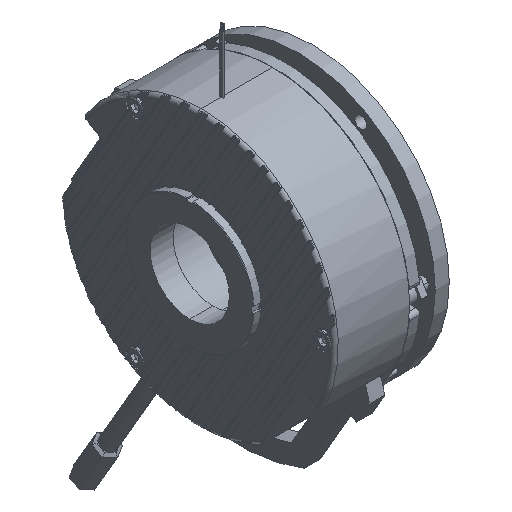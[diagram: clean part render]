
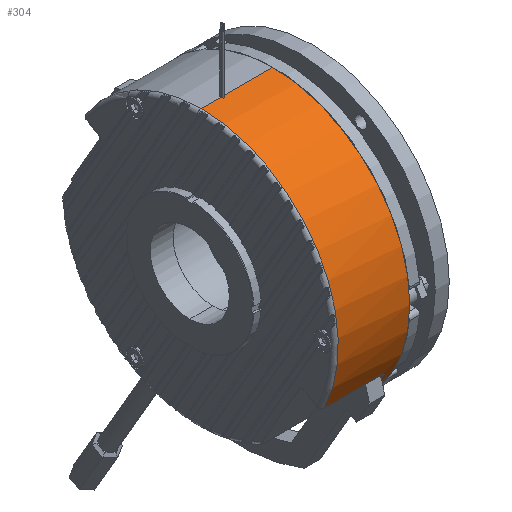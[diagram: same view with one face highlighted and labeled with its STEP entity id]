
A CAD part, isometric view. The second image highlights one B-rep face of the part: STEP entity #304.
In plain terms, the highlighted cylindrical face has radius 107.5 mm (diameter 215 mm), a partial arc.
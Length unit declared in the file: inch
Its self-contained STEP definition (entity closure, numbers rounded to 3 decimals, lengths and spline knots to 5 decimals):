
#304 = ADVANCED_FACE ( 'NONE', ( #37015 ), #34053, .T. ) ;
#497 = ORIENTED_EDGE ( 'NONE', *, *, #21833, .T. ) ;
#1811 = CARTESIAN_POINT ( 'NONE',  ( 1.38961, -2.00404, -3.72774 ) ) ;
#2006 = CARTESIAN_POINT ( 'NONE',  ( 1.35654, -1.91563, -3.77394 ) ) ;
#2392 = DIRECTION ( 'NONE',  ( 0., 0., -1. ) ) ;
#2706 = VERTEX_POINT ( 'NONE', #29314 ) ;
#3697 = CARTESIAN_POINT ( 'NONE',  ( 1.37759, -3.78051, -1.90262 ) ) ;
#3897 = CARTESIAN_POINT ( 'NONE',  ( 1.33055, -3.79093, -1.88178 ) ) ;
#4103 = CARTESIAN_POINT ( 'NONE',  ( 1.3751, -3.78189, -1.89988 ) ) ;
#4232 = CARTESIAN_POINT ( 'NONE',  ( 1.33055, -1.90606, -3.77878 ) ) ;
#4257 = CIRCLE ( 'NONE', #35060, 4.23228 ) ;
#4530 = DIRECTION ( 'NONE',  ( -1., 0., 0. ) ) ;
#4617 = VECTOR ( 'NONE', #35135, 39.37008 ) ;
#4704 = AXIS2_PLACEMENT_3D ( 'NONE', #27989, #40778, #2392 ) ;
#4768 = CARTESIAN_POINT ( 'NONE',  ( 1.36427, -1.92307, -3.77015 ) ) ;
#4962 = CARTESIAN_POINT ( 'NONE',  ( 1.37581, -1.94053, -3.7612 ) ) ;
#6862 = B_SPLINE_CURVE_WITH_KNOTS ( 'NONE', 3,
 ( #3897, #23420, #32849, #35792, #38538, #4103, #3697, #29918, #7447, #7030, #17119, #12942, #29710, #25740 ),
 .UNSPECIFIED., .F., .F.,
 ( 4, 2, 2, 2, 2, 2, 4 ),
 ( 0., 0.00059, 0.00118, 0.00148, 0.00178, 0.00207, 0.00237 ),
 .UNSPECIFIED. ) ;
#7030 = CARTESIAN_POINT ( 'NONE',  ( 1.38661, -3.77282, -1.91783 ) ) ;
#7385 = DIRECTION ( 'NONE',  ( -1., 0., 0. ) ) ;
#7447 = CARTESIAN_POINT ( 'NONE',  ( 1.38366, -3.77607, -1.91142 ) ) ;
#8099 = CARTESIAN_POINT ( 'NONE',  ( 1.38181, -1.95475, -3.75383 ) ) ;
#8218 = CARTESIAN_POINT ( 'NONE',  ( -0.48425, 0., 0. ) ) ;
#8298 = CARTESIAN_POINT ( 'NONE',  ( 1.33634, -1.90606, -3.77878 ) ) ;
#8543 = CARTESIAN_POINT ( 'NONE',  ( 1.72047, 0., 0. ) ) ;
#8842 = VERTEX_POINT ( 'NONE', #37116 ) ;
#9260 = EDGE_LOOP ( 'NONE', ( #28915, #38800, #26595, #33490, #27466, #497, #14210, #38372, #37887, #36267 ) ) ;
#10858 = CARTESIAN_POINT ( 'NONE',  ( 1.33055, -1.90606, -3.77878 ) ) ;
#11011 = CARTESIAN_POINT ( 'NONE',  ( 0., 0., 0. ) ) ;
#11474 = CARTESIAN_POINT ( 'NONE',  ( 1.35206, -1.9123, -3.77562 ) ) ;
#12698 = VERTEX_POINT ( 'NONE', #35098 ) ;
#12887 = EDGE_CURVE ( 'NONE', #14244, #2706, #32382, .T. ) ;
#12942 = CARTESIAN_POINT ( 'NONE',  ( 1.38923, -3.76767, -1.92792 ) ) ;
#14210 = ORIENTED_EDGE ( 'NONE', *, *, #21236, .T. ) ;
#14244 = VERTEX_POINT ( 'NONE', #28984 ) ;
#14668 = CARTESIAN_POINT ( 'NONE',  ( 1.38961, -3.76413, -1.93482 ) ) ;
#14818 = AXIS2_PLACEMENT_3D ( 'NONE', #33266, #4530, #37451 ) ;
#15371 = CARTESIAN_POINT ( 'NONE',  ( 1.38961, -2.00404, -3.72774 ) ) ;
#15631 = CARTESIAN_POINT ( 'NONE',  ( 0., -3.79093, -1.88178 ) ) ;
#15980 = CARTESIAN_POINT ( 'NONE',  ( 0., -1.90606, -3.77878 ) ) ;
#16322 = VERTEX_POINT ( 'NONE', #14668 ) ;
#17084 = CIRCLE ( 'NONE', #39194, 4.23228 ) ;
#17119 = CARTESIAN_POINT ( 'NONE',  ( 1.38774, -3.77112, -1.92118 ) ) ;
#17415 = AXIS2_PLACEMENT_3D ( 'NONE', #11011, #40358, #21453 ) ;
#17771 = CARTESIAN_POINT ( 'NONE',  ( 1.34197, -1.9075, -3.77805 ) ) ;
#18383 = VECTOR ( 'NONE', #7385, 39.37008 ) ;
#18994 = LINE ( 'NONE', #15631, #4617 ) ;
#19186 = EDGE_CURVE ( 'NONE', #28941, #8842, #22800, .T. ) ;
#19662 = EDGE_CURVE ( 'NONE', #26531, #12698, #18994, .T. ) ;
#19989 = CARTESIAN_POINT ( 'NONE',  ( 0., 0., 4.23228 ) ) ;
#20461 = CARTESIAN_POINT ( 'NONE',  ( -0.48425, -1.90606, -3.77878 ) ) ;
#20707 = CARTESIAN_POINT ( 'NONE',  ( 1.37338, -1.93598, -3.76354 ) ) ;
#20914 = CARTESIAN_POINT ( 'NONE',  ( 1.38593, -1.96933, -3.7462 ) ) ;
#21236 = EDGE_CURVE ( 'NONE', #16322, #29385, #22774, .T. ) ;
#21453 = DIRECTION ( 'NONE',  ( 0., 0., 1. ) ) ;
#21514 = CIRCLE ( 'NONE', #14818, 4.23228 ) ;
#21833 = EDGE_CURVE ( 'NONE', #12698, #16322, #6862, .T. ) ;
#21924 = EDGE_CURVE ( 'NONE', #8842, #27036, #21514, .T. ) ;
#22774 = CIRCLE ( 'NONE', #4704, 4.23228 ) ;
#22800 = LINE ( 'NONE', #34812, #33396 ) ;
#23420 = CARTESIAN_POINT ( 'NONE',  ( 1.33837, -3.79093, -1.88178 ) ) ;
#25740 = CARTESIAN_POINT ( 'NONE',  ( 1.38961, -3.76413, -1.93482 ) ) ;
#25849 = LINE ( 'NONE', #15980, #38779 ) ;
#26531 = VERTEX_POINT ( 'NONE', #33722 ) ;
#26595 = ORIENTED_EDGE ( 'NONE', *, *, #12887, .T. ) ;
#27036 = VERTEX_POINT ( 'NONE', #20461 ) ;
#27211 = CARTESIAN_POINT ( 'NONE',  ( 1.38961, -1.994, -3.73314 ) ) ;
#27419 = CARTESIAN_POINT ( 'NONE',  ( 1.38475, -1.96445, -3.74876 ) ) ;
#27466 = ORIENTED_EDGE ( 'NONE', *, *, #19662, .T. ) ;
#27728 = EDGE_CURVE ( 'NONE', #28941, #14244, #4257, .T. ) ;
#27911 = DIRECTION ( 'NONE',  ( -1., 0., 0. ) ) ;
#27989 = CARTESIAN_POINT ( 'NONE',  ( 1.38961, 0., 0. ) ) ;
#28915 = ORIENTED_EDGE ( 'NONE', *, *, #19186, .F. ) ;
#28941 = VERTEX_POINT ( 'NONE', #36652 ) ;
#28984 = CARTESIAN_POINT ( 'NONE',  ( 1.72047, 0., 4.23228 ) ) ;
#29206 = DIRECTION ( 'NONE',  ( -1., 0., 0. ) ) ;
#29314 = CARTESIAN_POINT ( 'NONE',  ( -0.48425, 0., 4.23228 ) ) ;
#29385 = VERTEX_POINT ( 'NONE', #15371 ) ;
#29616 = VERTEX_POINT ( 'NONE', #4232 ) ;
#29710 = CARTESIAN_POINT ( 'NONE',  ( 1.38961, -3.76592, -1.93134 ) ) ;
#29918 = CARTESIAN_POINT ( 'NONE',  ( 1.38186, -3.77761, -1.90838 ) ) ;
#30570 = CARTESIAN_POINT ( 'NONE',  ( 1.38872, -1.98407, -3.73843 ) ) ;
#32382 = LINE ( 'NONE', #19989, #18383 ) ;
#32849 = CARTESIAN_POINT ( 'NONE',  ( 1.34615, -3.79022, -1.88321 ) ) ;
#33266 = CARTESIAN_POINT ( 'NONE',  ( -0.48425, 0., 0. ) ) ;
#33396 = VECTOR ( 'NONE', #27911, 39.37008 ) ;
#33490 = ORIENTED_EDGE ( 'NONE', *, *, #36526, .F. ) ;
#33621 = DIRECTION ( 'NONE',  ( -1., 0., 0. ) ) ;
#33704 = CARTESIAN_POINT ( 'NONE',  ( 1.36762, -1.92727, -3.76801 ) ) ;
#33722 = CARTESIAN_POINT ( 'NONE',  ( -0.48425, -3.79093, -1.88178 ) ) ;
#33893 = EDGE_CURVE ( 'NONE', #29616, #27036, #25849, .T. ) ;
#34053 = CYLINDRICAL_SURFACE ( 'NONE', #17415, 4.23228 ) ;
#34812 = CARTESIAN_POINT ( 'NONE',  ( 0., 0., -4.23228 ) ) ;
#35060 = AXIS2_PLACEMENT_3D ( 'NONE', #8543, #37309, #37513 ) ;
#35098 = CARTESIAN_POINT ( 'NONE',  ( 1.33055, -3.79093, -1.88178 ) ) ;
#35135 = DIRECTION ( 'NONE',  ( 1., 0., 0. ) ) ;
#35792 = CARTESIAN_POINT ( 'NONE',  ( 1.36037, -3.78756, -1.88854 ) ) ;
#36267 = ORIENTED_EDGE ( 'NONE', *, *, #21924, .F. ) ;
#36526 = EDGE_CURVE ( 'NONE', #26531, #2706, #17084, .T. ) ;
#36652 = CARTESIAN_POINT ( 'NONE',  ( 1.72047, 0., -4.23228 ) ) ;
#36986 = DIRECTION ( 'NONE',  ( 0., 0., 1. ) ) ;
#37015 = FACE_OUTER_BOUND ( 'NONE', #9260, .T. ) ;
#37116 = CARTESIAN_POINT ( 'NONE',  ( -0.48425, 0., -4.23228 ) ) ;
#37309 = DIRECTION ( 'NONE',  ( -1., 0., 0. ) ) ;
#37451 = DIRECTION ( 'NONE',  ( 0., 0., 1. ) ) ;
#37513 = DIRECTION ( 'NONE',  ( 0., 0., 1. ) ) ;
#37887 = ORIENTED_EDGE ( 'NONE', *, *, #33893, .T. ) ;
#38372 = ORIENTED_EDGE ( 'NONE', *, *, #41395, .T. ) ;
#38538 = CARTESIAN_POINT ( 'NONE',  ( 1.36695, -3.78558, -1.89252 ) ) ;
#38779 = VECTOR ( 'NONE', #29206, 39.37008 ) ;
#38800 = ORIENTED_EDGE ( 'NONE', *, *, #27728, .T. ) ;
#39194 = AXIS2_PLACEMENT_3D ( 'NONE', #8218, #33621, #36986 ) ;
#39510 = B_SPLINE_CURVE_WITH_KNOTS ( 'NONE', 3,
 ( #1811, #27211, #30570, #20914, #27419, #8099, #40213, #4962, #20707, #33704, #4768, #2006, #11474, #17771, #8298, #10858 ),
 .UNSPECIFIED., .F., .F.,
 ( 4, 2, 2, 2, 2, 2, 2, 4 ),
 ( 0., 0.00086, 0.00129, 0.00172, 0.00215, 0.00257, 0.003, 0.00343 ),
 .UNSPECIFIED. ) ;
#40213 = CARTESIAN_POINT ( 'NONE',  ( 1.38003, -1.94991, -3.75634 ) ) ;
#40358 = DIRECTION ( 'NONE',  ( -1., 0., 0. ) ) ;
#40778 = DIRECTION ( 'NONE',  ( 1., 0., 0. ) ) ;
#41395 = EDGE_CURVE ( 'NONE', #29385, #29616, #39510, .T. ) ;
